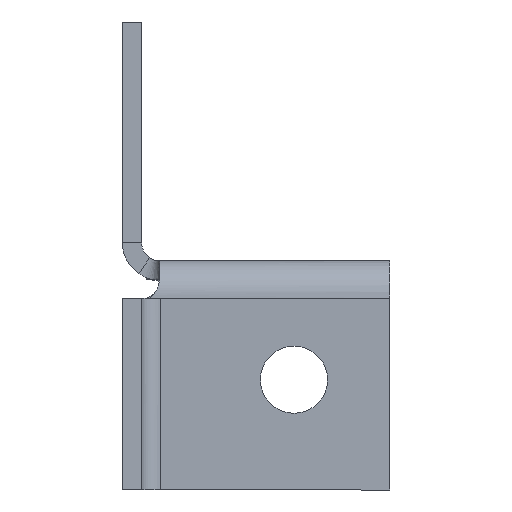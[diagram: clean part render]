
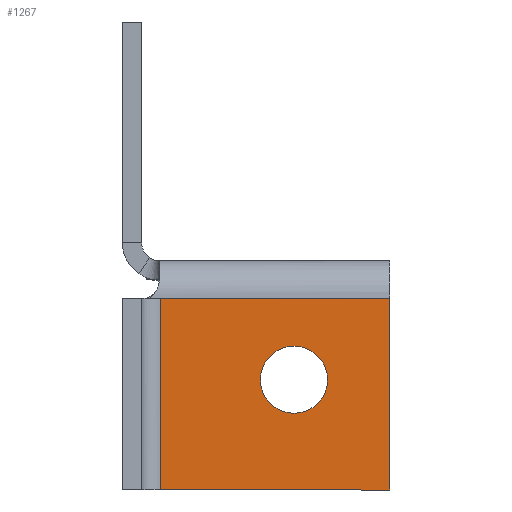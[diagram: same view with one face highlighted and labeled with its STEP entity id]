
A CAD part, front view. The second image highlights one B-rep face of the part: STEP entity #1267.
In plain terms, the highlighted planar face has unit normal (0, -1, 0).
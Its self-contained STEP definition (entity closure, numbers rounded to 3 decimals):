
#24=FACE_BOUND('',#271,.T.);
#112=CIRCLE('',#1398,7.);
#185=FACE_OUTER_BOUND('',#270,.T.);
#270=EDGE_LOOP('',(#1118,#1119,#1120,#1121));
#271=EDGE_LOOP('',(#1122));
#301=LINE('',#1991,#415);
#309=LINE('',#2006,#423);
#320=LINE('',#2406,#434);
#387=LINE('',#3511,#501);
#415=VECTOR('',#1464,10.);
#423=VECTOR('',#1478,10.);
#434=VECTOR('',#1515,10.);
#501=VECTOR('',#1726,10.);
#522=VERTEX_POINT('',#1784);
#527=VERTEX_POINT('',#1794);
#537=VERTEX_POINT('',#2004);
#547=VERTEX_POINT('',#2214);
#608=VERTEX_POINT('',#3507);
#643=EDGE_CURVE('',#522,#527,#301,.T.);
#651=EDGE_CURVE('',#537,#527,#309,.T.);
#674=EDGE_CURVE('',#547,#522,#320,.T.);
#779=EDGE_CURVE('',#608,#608,#112,.T.);
#781=EDGE_CURVE('',#547,#537,#387,.T.);
#1118=ORIENTED_EDGE('',*,*,#781,.F.);
#1119=ORIENTED_EDGE('',*,*,#674,.T.);
#1120=ORIENTED_EDGE('',*,*,#643,.T.);
#1121=ORIENTED_EDGE('',*,*,#651,.F.);
#1122=ORIENTED_EDGE('',*,*,#779,.T.);
#1192=PLANE('',#1400);
#1267=ADVANCED_FACE('',(#185,#24),#1192,.T.);
#1398=AXIS2_PLACEMENT_3D('',#3508,#1721,#1722);
#1400=AXIS2_PLACEMENT_3D('',#3512,#1727,#1728);
#1464=DIRECTION('',(0.,0.,-1.));
#1478=DIRECTION('',(-1.,0.,0.));
#1515=DIRECTION('',(-1.,0.,0.));
#1721=DIRECTION('center_axis',(0.,1.,0.));
#1722=DIRECTION('ref_axis',(1.,0.,0.));
#1726=DIRECTION('',(0.,0.,-1.));
#1727=DIRECTION('center_axis',(0.,-1.,0.));
#1728=DIRECTION('ref_axis',(0.,0.,
-1.));
#1784=CARTESIAN_POINT('',(-47.837,-51.624,40.012));
#1794=CARTESIAN_POINT('',(-47.837,-51.624,0.));
#1991=CARTESIAN_POINT('',(-47.837,-51.624,34.));
#2004=CARTESIAN_POINT('',(0.,-51.624,0.));
#2006=CARTESIAN_POINT('',(-102.,-51.624,0.));
#2214=CARTESIAN_POINT('',(0.,-51.624,40.012));
#2406=CARTESIAN_POINT('',(-25.5,-51.624,40.012));
#3507=CARTESIAN_POINT('',(-27.,-51.624,23.));
#3508=CARTESIAN_POINT('Origin',(-20.,-51.624,23.));
#3511=CARTESIAN_POINT('',(0.,-51.624,0.));
#3512=CARTESIAN_POINT('Origin',(-51.,-51.624,68.));
